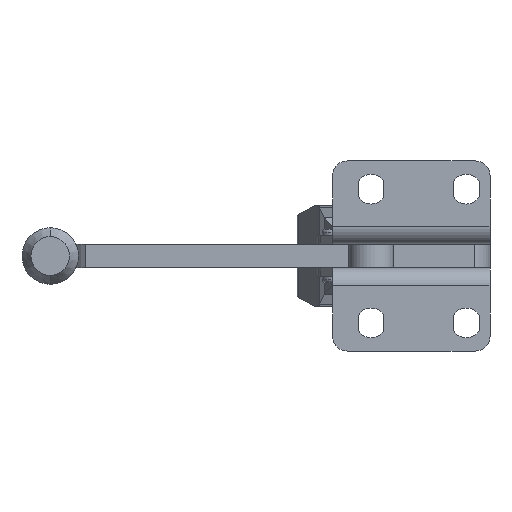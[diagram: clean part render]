
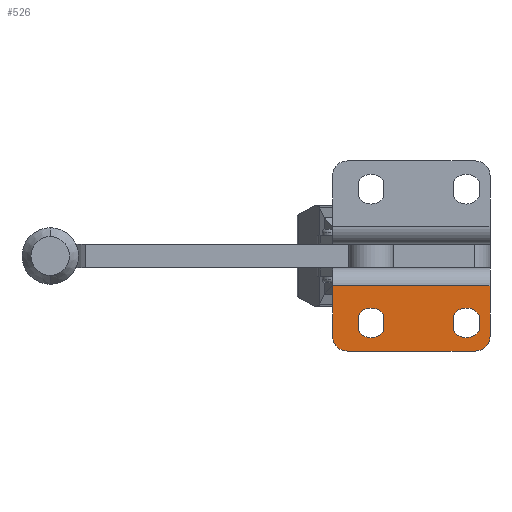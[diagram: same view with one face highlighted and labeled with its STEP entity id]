
A CAD part, front view. The second image highlights one B-rep face of the part: STEP entity #526.
In plain terms, the highlighted planar face has unit normal (0, -1, 0).
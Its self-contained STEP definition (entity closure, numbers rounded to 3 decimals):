
#526=ADVANCED_FACE('NONE',(#1348,#1349,#1350),#1351,.T.);
#1348=FACE_OUTER_BOUND('',#2519,.T.);
#1349=FACE_BOUND('',#2520,.T.);
#1350=FACE_BOUND('',#2521,.T.);
#1351=PLANE('',#2522);
#2519=EDGE_LOOP('',(#4007,#4008,#4009,#4010,#4011,#4012));
#2520=EDGE_LOOP('',(#4013,#4014,#4015,#4016,#4017,#4018));
#2521=EDGE_LOOP('',(#4019,#4020,#4021,#4022,#4023,#4024));
#2522=AXIS2_PLACEMENT_3D('',#4025,#4026,#4027);
#4007=ORIENTED_EDGE('',*,*,#6886,.F.);
#4008=ORIENTED_EDGE('',*,*,#6963,.T.);
#4009=ORIENTED_EDGE('',*,*,#6891,.F.);
#4010=ORIENTED_EDGE('',*,*,#6948,.F.);
#4011=ORIENTED_EDGE('',*,*,#6965,.F.);
#4012=ORIENTED_EDGE('',*,*,#6942,.T.);
#4013=ORIENTED_EDGE('',*,*,#6873,.T.);
#4014=ORIENTED_EDGE('',*,*,#6883,.T.);
#4015=ORIENTED_EDGE('',*,*,#6768,.T.);
#4016=ORIENTED_EDGE('',*,*,#6880,.T.);
#4017=ORIENTED_EDGE('',*,*,#6704,.T.);
#4018=ORIENTED_EDGE('',*,*,#6878,.T.);
#4019=ORIENTED_EDGE('',*,*,#6831,.T.);
#4020=ORIENTED_EDGE('',*,*,#6841,.T.);
#4021=ORIENTED_EDGE('',*,*,#6783,.T.);
#4022=ORIENTED_EDGE('',*,*,#6838,.T.);
#4023=ORIENTED_EDGE('',*,*,#6719,.T.);
#4024=ORIENTED_EDGE('',*,*,#6836,.T.);
#4025=CARTESIAN_POINT('',(0.0,0.0,-10.0));
#4026=DIRECTION('',(0.0,-1.0,0.0));
#4027=DIRECTION('',(0.0,0.0,-1.0));
#6704=EDGE_CURVE('NONE',#7968,#7965,#7969,.T.);
#6719=EDGE_CURVE('NONE',#7995,#7992,#7996,.T.);
#6768=EDGE_CURVE('NONE',#8078,#8079,#8080,.T.);
#6783=EDGE_CURVE('NONE',#8105,#8106,#8107,.T.);
#6831=EDGE_CURVE('NONE',#8182,#8180,#8183,.T.);
#6836=EDGE_CURVE('NONE',#7992,#8182,#8189,.T.);
#6838=EDGE_CURVE('NONE',#8106,#7995,#8191,.T.);
#6841=EDGE_CURVE('NONE',#8180,#8105,#8194,.T.);
#6873=EDGE_CURVE('NONE',#8236,#8234,#8237,.T.);
#6878=EDGE_CURVE('NONE',#7965,#8236,#8243,.T.);
#6880=EDGE_CURVE('NONE',#8079,#7968,#8245,.T.);
#6883=EDGE_CURVE('NONE',#8234,#8078,#8248,.T.);
#6886=EDGE_CURVE('NONE',#8251,#8252,#8253,.T.);
#6891=EDGE_CURVE('NONE',#8260,#8261,#8262,.T.);
#6942=EDGE_CURVE('NONE',#8339,#8252,#8340,.T.);
#6948=EDGE_CURVE('NONE',#8347,#8260,#8349,.T.);
#6963=EDGE_CURVE('NONE',#8251,#8261,#8367,.T.);
#6965=EDGE_CURVE('NONE',#8339,#8347,#8369,.T.);
#7965=VERTEX_POINT('',#9801);
#7968=VERTEX_POINT('NONE',#9805);
#7969=CIRCLE('',#9806,5.0);
#7992=VERTEX_POINT('',#9834);
#7995=VERTEX_POINT('NONE',#9838);
#7996=CIRCLE('',#9839,5.0);
#8078=VERTEX_POINT('NONE',#9936);
#8079=VERTEX_POINT('NONE',#9937);
#8080=CIRCLE('',#9938,5.0);
#8105=VERTEX_POINT('NONE',#9969);
#8106=VERTEX_POINT('NONE',#9970);
#8107=CIRCLE('',#9971,5.0);
#8180=VERTEX_POINT('NONE',#10070);
#8182=VERTEX_POINT('NONE',#10073);
#8183=LINE('',#10074,#10075);
#8189=CIRCLE('',#10083,5.0);
#8191=LINE('',#10085,#10086);
#8194=CIRCLE('',#10090,5.0);
#8234=VERTEX_POINT('NONE',#10142);
#8236=VERTEX_POINT('NONE',#10145);
#8237=LINE('',#10146,#10147);
#8243=CIRCLE('',#10155,5.0);
#8245=LINE('',#10157,#10158);
#8248=CIRCLE('',#10162,5.0);
#8251=VERTEX_POINT('NONE',#10165);
#8252=VERTEX_POINT('NONE',#10166);
#8253=CIRCLE('',#10167,5.0);
#8260=VERTEX_POINT('NONE',#10176);
#8261=VERTEX_POINT('NONE',#10177);
#8262=CIRCLE('',#10178,5.0);
#8339=VERTEX_POINT('NONE',#10275);
#8340=LINE('',#10276,#10277);
#8347=VERTEX_POINT('NONE',#10286);
#8349=LINE('',#10288,#10289);
#8367=LINE('',#10315,#10316);
#8369=LINE('',#10318,#10319);
#9801=CARTESIAN_POINT('',(13.0,0.0,-17.5));
#9805=CARTESIAN_POINT('',(8.7,0.0,-19.949));
#9806=AXIS2_PLACEMENT_3D('',#12995,#12996,#12997);
#9834=CARTESIAN_POINT('',(45.0,0.0,-17.5));
#9838=CARTESIAN_POINT('',(40.7,0.0,-19.949));
#9839=AXIS2_PLACEMENT_3D('',#13019,#13020,#13021);
#9936=CARTESIAN_POINT('',(13.0,0.0,-27.5));
#9937=CARTESIAN_POINT('',(8.7,0.0,-25.051));
#9938=AXIS2_PLACEMENT_3D('',#13106,#13107,#13108);
#9969=CARTESIAN_POINT('',(45.0,0.0,-27.5));
#9970=CARTESIAN_POINT('',(40.7,0.0,-25.051));
#9971=AXIS2_PLACEMENT_3D('',#13130,#13131,#13132);
#10070=CARTESIAN_POINT('',(49.3,0.0,-25.051));
#10073=CARTESIAN_POINT('',(49.3,0.0,-19.949));
#10074=CARTESIAN_POINT('',(49.3,0.0,-19.949));
#10075=VECTOR('',#13187,1000.0);
#10083=AXIS2_PLACEMENT_3D('',#13193,#13194,#13195);
#10085=CARTESIAN_POINT('',(40.7,0.0,-25.051));
#10086=VECTOR('',#13196,1000.0);
#10090=AXIS2_PLACEMENT_3D('',#13198,#13199,#13200);
#10142=CARTESIAN_POINT('',(17.3,0.0,-25.051));
#10145=CARTESIAN_POINT('',(17.3,0.0,-19.949));
#10146=CARTESIAN_POINT('',(17.3,0.0,-19.949));
#10147=VECTOR('',#13241,1000.0);
#10155=AXIS2_PLACEMENT_3D('',#13247,#13248,#13249);
#10157=CARTESIAN_POINT('',(8.7,0.0,-25.051));
#10158=VECTOR('',#13250,1000.0);
#10162=AXIS2_PLACEMENT_3D('',#13252,#13253,#13254);
#10165=CARTESIAN_POINT('',(5.0,0.0,-32.0));
#10166=CARTESIAN_POINT('',(0.0,0.0,-27.0));
#10167=AXIS2_PLACEMENT_3D('',#13258,#13259,#13260);
#10176=CARTESIAN_POINT('',(53.0,0.0,-27.0));
#10177=CARTESIAN_POINT('',(48.0,0.0,-32.0));
#10178=AXIS2_PLACEMENT_3D('',#13266,#13267,#13268);
#10275=CARTESIAN_POINT('',(0.0,0.,-10.0));
#10276=CARTESIAN_POINT('',(0.0,0.0,-10.0));
#10277=VECTOR('',#13343,1000.0);
#10286=CARTESIAN_POINT('',(53.0,0.,-10.0));
#10288=CARTESIAN_POINT('',(53.0,0.0,-10.0));
#10289=VECTOR('',#13352,1000.0);
#10315=CARTESIAN_POINT('',(0.0,0.0,-32.0));
#10316=VECTOR('',#13367,1000.0);
#10318=CARTESIAN_POINT('',(0.0,0.,-10.0));
#10319=VECTOR('',#13368,1000.0);
#12995=CARTESIAN_POINT('',(13.0,0.0,-22.5));
#12996=DIRECTION('',(-0.0,1.0,0.0));
#12997=DIRECTION('',(1.0,0.0,0.0));
#13019=CARTESIAN_POINT('',(45.0,0.0,-22.5));
#13020=DIRECTION('',(-0.0,1.0,0.0));
#13021=DIRECTION('',(1.0,0.0,0.0));
#13106=CARTESIAN_POINT('',(13.0,0.0,-22.5));
#13107=DIRECTION('',(-0.0,1.0,0.0));
#13108=DIRECTION('',(1.0,0.0,0.0));
#13130=CARTESIAN_POINT('',(45.0,0.0,-22.5));
#13131=DIRECTION('',(-0.0,1.0,0.0));
#13132=DIRECTION('',(1.0,0.0,0.0));
#13187=DIRECTION('',(0.0,0.0,-1.0));
#13193=CARTESIAN_POINT('',(45.0,0.0,-22.5));
#13194=DIRECTION('',(-0.0,1.0,0.0));
#13195=DIRECTION('',(1.0,0.0,0.0));
#13196=DIRECTION('',(0.0,0.0,1.0));
#13198=CARTESIAN_POINT('',(45.0,0.0,-22.5));
#13199=DIRECTION('',(-0.0,1.0,0.0));
#13200=DIRECTION('',(1.0,0.0,0.0));
#13241=DIRECTION('',(0.0,0.0,-1.0));
#13247=CARTESIAN_POINT('',(13.0,0.0,-22.5));
#13248=DIRECTION('',(-0.0,1.0,0.0));
#13249=DIRECTION('',(1.0,0.0,0.0));
#13250=DIRECTION('',(0.0,0.0,1.0));
#13252=CARTESIAN_POINT('',(13.0,0.0,-22.5));
#13253=DIRECTION('',(-0.0,1.0,0.0));
#13254=DIRECTION('',(1.0,0.0,0.0));
#13258=CARTESIAN_POINT('',(5.0,0.0,-27.0));
#13259=DIRECTION('',(-0.0,1.0,0.0));
#13260=DIRECTION('',(1.0,0.0,0.0));
#13266=CARTESIAN_POINT('',(48.0,0.0,-27.0));
#13267=DIRECTION('',(-0.0,1.0,0.0));
#13268=DIRECTION('',(1.0,0.0,0.0));
#13343=DIRECTION('',(0.0,0.0,-1.0));
#13352=DIRECTION('',(0.0,0.0,-1.0));
#13367=DIRECTION('',(1.0,0.0,0.0));
#13368=DIRECTION('',(1.0,0.0,0.0));
